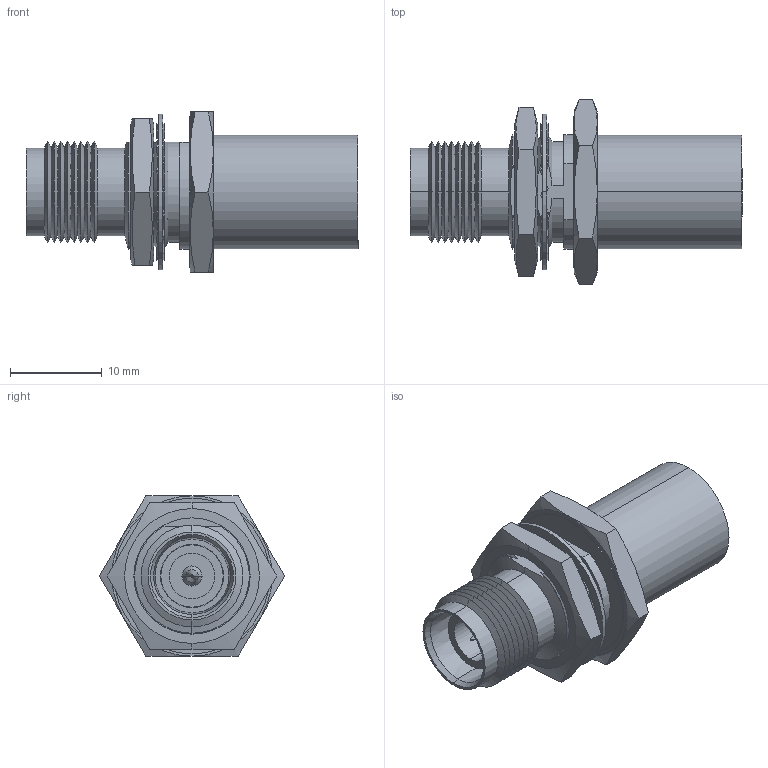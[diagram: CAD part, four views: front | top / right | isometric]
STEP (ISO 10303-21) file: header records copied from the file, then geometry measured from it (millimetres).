
FILE_DESCRIPTION (( 'STEP AP214' ), '1' );
FILE_NAME ('FMCN5449_3D.step', '2025-06-28T00:02:01', ( '' ), ( '' ), 'SwSTEP 2.0', 'SolidWorks 2022', '' );
FILE_SCHEMA (( 'AUTOMOTIVE_DESIGN' ));
Length unit declared in the file: millimetre
Products named in the file (6): Copy of FMCN5449-MA4^FMCN5449; FMCN5449_3D; Copy of FMCN5449-MA1^FMCN5449; Copy of FMCN5449-MA5^FMCN5449; Copy of FMCN5449-MA3^FMCN5449; Copy of FMCN5449-MA2^FMCN5449
Assembly tree (5 placements, depth 2):
  FMCN5449_3D
    Copy of FMCN5449-MA1^FMCN5449
    Copy of FMCN5449-MA2^FMCN5449
    Copy of FMCN5449-MA3^FMCN5449
    Copy of FMCN5449-MA4^FMCN5449
    Copy of FMCN5449-MA5^FMCN5449
Bounding box: 36.26 x 20.21 x 17.5 mm (x, y, z)
Volume: 2851.6 mm3; surface area: 4721.7 mm2
Topology: 5 solids, 5 shells, 341 faces, 845 edges, 527 vertices
Faces by surface type: plane 182, cone 73, cylinder 72, torus 12, bspline 2
Entity records: 10649 total; most frequent: CARTESIAN_POINT 2171, ORIENTED_EDGE 1686, DIRECTION 1681, EDGE_CURVE 843, AXIS2_PLACEMENT_3D 565, LINE 551, VECTOR 551, VERTEX_POINT 527
